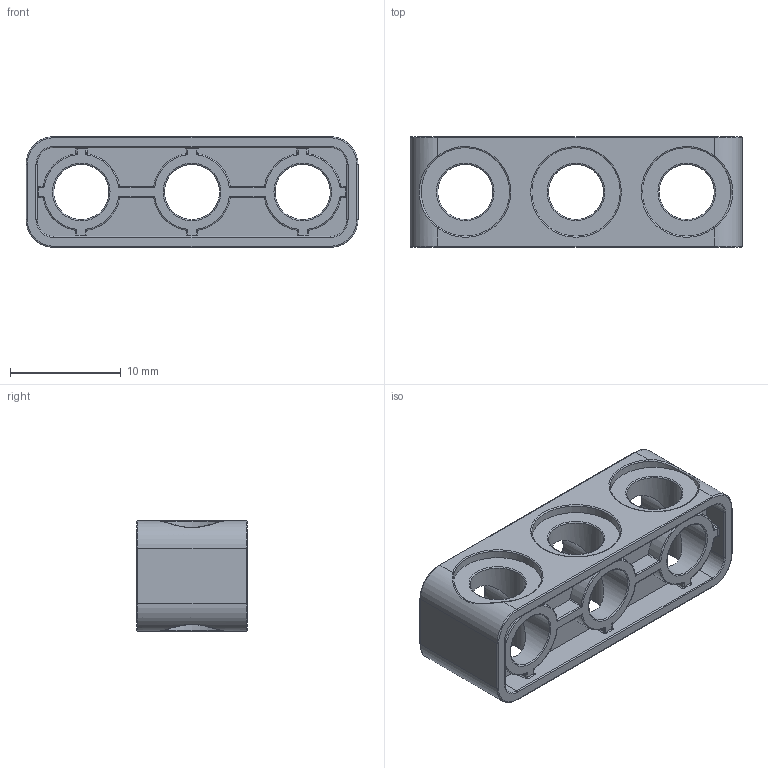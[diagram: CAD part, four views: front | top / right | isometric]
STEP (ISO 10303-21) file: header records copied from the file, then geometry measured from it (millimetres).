
FILE_DESCRIPTION(/* description */ ('Unknown'),/* implementation_level */ '2;1');
FILE_NAME(/* name */ 'B1x3v',/* time_stamp */ '2018-06-25T19:19:42+02:00',/* author */ ('Unknown'),/* organization */ ('Unknown'),/* preprocessor_version */ 'ST-DEVELOPER v16.7',/* originating_system */ 'DEX',/* authorisation */ $);
FILE_SCHEMA (('AUTOMOTIVE_DESIGN {1 0 10303 214 3 1 1}'));
Length unit declared in the file: millimetre
Products named in the file (1): B1x3v
Bounding box: 30 x 10 x 10 mm (x, y, z)
Volume: 1322.1 mm3; surface area: 2194.1 mm2
Topology: 1 solids, 1 shells, 428 faces, 1058 edges, 582 vertices
Faces by surface type: cylinder 206, torus 92, plane 78, bspline 52
Full cylindrical faces by diameter (mm): 5 x12, 8 x6
Entity records: 12724 total; most frequent: CARTESIAN_POINT 3187, DIRECTION 2070, ORIENTED_EDGE 1936, EDGE_CURVE 968, AXIS2_PLACEMENT_3D 837, VERTEX_POINT 572, EDGE_LOOP 476, FACE_BOUND 476
